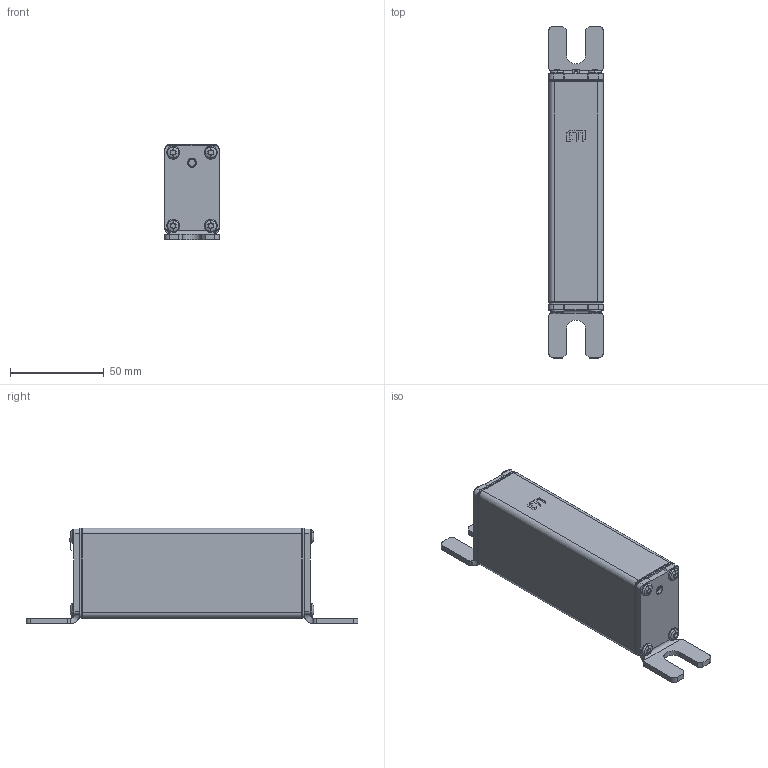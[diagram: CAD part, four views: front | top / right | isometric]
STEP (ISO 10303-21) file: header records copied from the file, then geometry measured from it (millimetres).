
FILE_DESCRIPTION((''),'2;1');
FILE_NAME('004110809_NHU01XL_150_AR_1000V-_ASM','2025-03-19T13:47:38',('klemen.sitar'),('Audax d.o.o.'),'CREO PARAMETRIC BY PTC INC, 2021304','CREO PARAMETRIC BY PTC INC, 2021304','');
FILE_SCHEMA(('AP242_MANAGED_MODEL_BASED_3D_ENGINEERING_MIM_LF { 1 0 10303 442 1 1 4 }'));
Length unit declared in the file: millimetre
Products named in the file (8): 0000060942_2; 0000011548_1; 0000029826_1; 0000011586_1; 0000011580_1; 0000011599_1; 0000043213_1; 004110809_NHU01XL_150_AR_1000V-_ASM
Assembly tree (16 placements, depth 2):
  004110809_NHU01XL_150_AR_1000V-_ASM
    0000060942_2
    0000011548_1  x2
    0000029826_1  x2
    0000011586_1
    0000011580_1
    0000011599_1
    0000043213_1  x8
Bounding box: 29 x 176.6 x 51 mm (x, y, z)
Volume: 105795.1 mm3; surface area: 48819.4 mm2
Topology: 16 solids, 24 shells, 938 faces, 2618 edges, 1708 vertices
Faces by surface type: cylinder 465, plane 190, bspline 147, cone 64, torus 40, sphere 16, extrusion 16
Entity records: 22543 total; most frequent: CARTESIAN_POINT 7666, DIRECTION 2299, ORIENTED_EDGE 2176, EDGE_CURVE 1104, AXIS2_PLACEMENT_3D 895, PRESENTATION_STYLE_ASSIGNMENT 795, STYLED_ITEM 744, VERTEX_POINT 714
